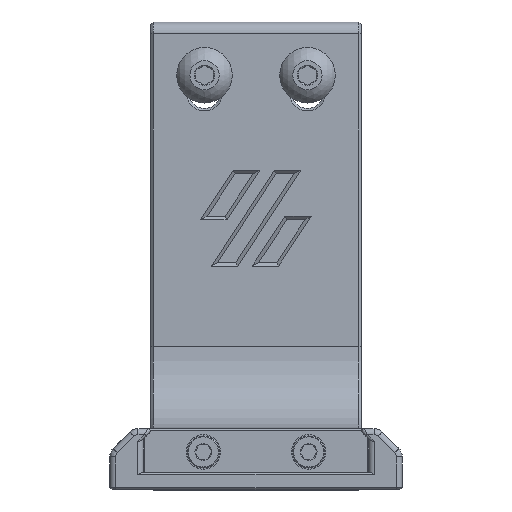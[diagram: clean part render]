
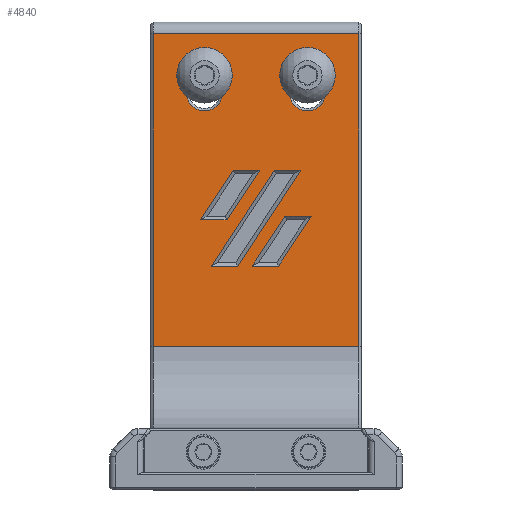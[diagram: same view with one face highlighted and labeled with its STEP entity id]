
A CAD part, front view. The second image highlights one B-rep face of the part: STEP entity #4840.
In plain terms, the highlighted planar face has unit normal (0, -1, 0).
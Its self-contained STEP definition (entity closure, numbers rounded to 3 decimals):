
#572=FACE_BOUND('',#1174,.T.);
#573=FACE_BOUND('',#1175,.T.);
#574=FACE_BOUND('',#1176,.T.);
#575=FACE_BOUND('',#1177,.T.);
#576=FACE_BOUND('',#1178,.T.);
#652=CIRCLE('',#5284,3.1);
#653=CIRCLE('',#5285,3.1);
#654=CIRCLE('',#5286,3.1);
#655=CIRCLE('',#5287,3.1);
#856=FACE_OUTER_BOUND('',#1173,.T.);
#1173=EDGE_LOOP('',(#3559,#3560,#3561,#3562));
#1174=EDGE_LOOP('',(#3563,#3564,#3565,#3566));
#1175=EDGE_LOOP('',(#3567,#3568,#3569,#3570));
#1176=EDGE_LOOP('',(#3571,#3572,#3573,#3574));
#1177=EDGE_LOOP('',(#3575,#3576,#3577,#3578));
#1178=EDGE_LOOP('',(#3579,#3580,#3581,#3582));
#1516=LINE('',#7382,#1775);
#1519=LINE('',#7388,#1778);
#1522=LINE('',#7392,#1781);
#1523=LINE('',#7394,#1782);
#1524=LINE('',#7398,#1783);
#1525=LINE('',#7400,#1784);
#1526=LINE('',#7402,#1785);
#1527=LINE('',#7403,#1786);
#1528=LINE('',#7406,#1787);
#1529=LINE('',#7408,#1788);
#1530=LINE('',#7410,#1789);
#1531=LINE('',#7411,#1790);
#1532=LINE('',#7416,#1791);
#1533=LINE('',#7419,#1792);
#1534=LINE('',#7424,#1793);
#1535=LINE('',#7427,#1794);
#1536=LINE('',#7430,#1795);
#1537=LINE('',#7432,#1796);
#1538=LINE('',#7434,#1797);
#1539=LINE('',#7435,#1798);
#1775=VECTOR('',#5977,10.);
#1778=VECTOR('',#5982,10.);
#1781=VECTOR('',#5987,10.);
#1782=VECTOR('',#5990,10.);
#1783=VECTOR('',#5993,10.);
#1784=VECTOR('',#5994,10.);
#1785=VECTOR('',#5995,10.);
#1786=VECTOR('',#5996,10.);
#1787=VECTOR('',#5997,10.);
#1788=VECTOR('',#5998,10.);
#1789=VECTOR('',#5999,10.);
#1790=VECTOR('',#6000,10.);
#1791=VECTOR('',#6003,10.);
#1792=VECTOR('',#6006,10.);
#1793=VECTOR('',#6009,10.);
#1794=VECTOR('',#6012,10.);
#1795=VECTOR('',#6013,10.);
#1796=VECTOR('',#6014,10.);
#1797=VECTOR('',#6015,10.);
#1798=VECTOR('',#6016,10.);
#2076=VERTEX_POINT('',#7380);
#2077=VERTEX_POINT('',#7381);
#2078=VERTEX_POINT('',#7386);
#2079=VERTEX_POINT('',#7387);
#2080=VERTEX_POINT('',#7396);
#2081=VERTEX_POINT('',#7397);
#2082=VERTEX_POINT('',#7399);
#2083=VERTEX_POINT('',#7401);
#2084=VERTEX_POINT('',#7404);
#2085=VERTEX_POINT('',#7405);
#2086=VERTEX_POINT('',#7407);
#2087=VERTEX_POINT('',#7409);
#2088=VERTEX_POINT('',#7412);
#2089=VERTEX_POINT('',#7413);
#2090=VERTEX_POINT('',#7415);
#2091=VERTEX_POINT('',#7417);
#2092=VERTEX_POINT('',#7420);
#2093=VERTEX_POINT('',#7421);
#2094=VERTEX_POINT('',#7423);
#2095=VERTEX_POINT('',#7425);
#2096=VERTEX_POINT('',#7428);
#2097=VERTEX_POINT('',#7429);
#2098=VERTEX_POINT('',#7431);
#2099=VERTEX_POINT('',#7433);
#2613=EDGE_CURVE('',#2076,#2077,#1516,.T.);
#2616=EDGE_CURVE('',#2078,#2079,#1519,.T.);
#2619=EDGE_CURVE('',#2079,#2076,#1522,.T.);
#2620=EDGE_CURVE('',#2077,#2078,#1523,.T.);
#2621=EDGE_CURVE('',#2080,#2081,#1524,.T.);
#2622=EDGE_CURVE('',#2082,#2080,#1525,.T.);
#2623=EDGE_CURVE('',#2083,#2082,#1526,.T.);
#2624=EDGE_CURVE('',#2083,#2081,#1527,.T.);
#2625=EDGE_CURVE('',#2084,#2085,#1528,.T.);
#2626=EDGE_CURVE('',#2086,#2084,#1529,.T.);
#2627=EDGE_CURVE('',#2087,#2086,#1530,.T.);
#2628=EDGE_CURVE('',#2085,#2087,#1531,.T.);
#2629=EDGE_CURVE('',#2088,#2089,#652,.T.);
#2630=EDGE_CURVE('',#2090,#2088,#1532,.T.);
#2631=EDGE_CURVE('',#2091,#2090,#653,.T.);
#2632=EDGE_CURVE('',#2089,#2091,#1533,.T.);
#2633=EDGE_CURVE('',#2092,#2093,#654,.T.);
#2634=EDGE_CURVE('',#2094,#2092,#1534,.T.);
#2635=EDGE_CURVE('',#2095,#2094,#655,.T.);
#2636=EDGE_CURVE('',#2093,#2095,#1535,.T.);
#2637=EDGE_CURVE('',#2096,#2097,#1536,.T.);
#2638=EDGE_CURVE('',#2098,#2096,#1537,.T.);
#2639=EDGE_CURVE('',#2099,#2098,#1538,.T.);
#2640=EDGE_CURVE('',#2097,#2099,#1539,.T.);
#3559=ORIENTED_EDGE('',*,*,#2621,.F.);
#3560=ORIENTED_EDGE('',*,*,#2622,.F.);
#3561=ORIENTED_EDGE('',*,*,#2623,.F.);
#3562=ORIENTED_EDGE('',*,*,#2624,.T.);
#3563=ORIENTED_EDGE('',*,*,#2625,.F.);
#3564=ORIENTED_EDGE('',*,*,#2626,.F.);
#3565=ORIENTED_EDGE('',*,*,#2627,.F.);
#3566=ORIENTED_EDGE('',*,*,#2628,.F.);
#3567=ORIENTED_EDGE('',*,*,#2629,.F.);
#3568=ORIENTED_EDGE('',*,*,#2630,.F.);
#3569=ORIENTED_EDGE('',*,*,#2631,.F.);
#3570=ORIENTED_EDGE('',*,*,#2632,.F.);
#3571=ORIENTED_EDGE('',*,*,#2633,.F.);
#3572=ORIENTED_EDGE('',*,*,#2634,.F.);
#3573=ORIENTED_EDGE('',*,*,#2635,.F.);
#3574=ORIENTED_EDGE('',*,*,#2636,.F.);
#3575=ORIENTED_EDGE('',*,*,#2637,.F.);
#3576=ORIENTED_EDGE('',*,*,#2638,.F.);
#3577=ORIENTED_EDGE('',*,*,#2639,.F.);
#3578=ORIENTED_EDGE('',*,*,#2640,.F.);
#3579=ORIENTED_EDGE('',*,*,#2616,.F.);
#3580=ORIENTED_EDGE('',*,*,#2620,.F.);
#3581=ORIENTED_EDGE('',*,*,#2613,.F.);
#3582=ORIENTED_EDGE('',*,*,#2619,.F.);
#4686=PLANE('',#5283);
#4840=ADVANCED_FACE('',(#856,#572,#573,#574,#575,#576),#4686,.T.);
#5283=AXIS2_PLACEMENT_3D('',#7395,#5991,#5992);
#5284=AXIS2_PLACEMENT_3D('',#7414,#6001,#6002);
#5285=AXIS2_PLACEMENT_3D('',#7418,#6004,#6005);
#5286=AXIS2_PLACEMENT_3D('',#7422,#6007,#6008);
#5287=AXIS2_PLACEMENT_3D('',#7426,#6010,#6011);
#5977=DIRECTION('',(0.549,0.,0.836));
#5982=DIRECTION('',(-0.549,0.,-0.836));
#5987=DIRECTION('',(1.,0.,0.));
#5990=DIRECTION('',(-1.,0.,0.));
#5991=DIRECTION('center_axis',(0.,-1.,0.));
#5992=DIRECTION('ref_axis',(0.,0.,-1.));
#5993=DIRECTION('',(0.,0.,-1.));
#5994=DIRECTION('',(1.,0.,0.));
#5995=DIRECTION('',(0.,0.,1.));
#5996=DIRECTION('',(1.,0.,0.));
#5997=DIRECTION('',(-1.,0.,0.));
#5998=DIRECTION('',(0.549,0.,0.836));
#5999=DIRECTION('',(1.,0.,0.));
#6000=DIRECTION('',(-0.549,0.,-0.836));
#6001=DIRECTION('center_axis',(0.,-1.,0.));
#6002=DIRECTION('ref_axis',(-1.,0.,0.));
#6003=DIRECTION('',(0.,0.,-1.));
#6004=DIRECTION('center_axis',(0.,-1.,0.));
#6005=DIRECTION('ref_axis',(1.,0.,0.));
#6006=DIRECTION('',(0.,0.,1.));
#6007=DIRECTION('center_axis',(0.,-1.,0.));
#6008=DIRECTION('ref_axis',(-1.,0.,0.));
#6009=DIRECTION('',(0.,0.,-1.));
#6010=DIRECTION('center_axis',(0.,-1.,0.));
#6011=DIRECTION('ref_axis',(1.,0.,0.));
#6012=DIRECTION('',(0.,0.,1.));
#6013=DIRECTION('',(0.549,0.,0.836));
#6014=DIRECTION('',(1.,0.,0.));
#6015=DIRECTION('',(-0.549,0.,-0.836));
#6016=DIRECTION('',(-1.,0.,0.));
#7380=CARTESIAN_POINT('',(3.86,-5.,38.279));
#7381=CARTESIAN_POINT('',(9.453,-5.,46.788));
#7382=CARTESIAN_POINT('',(15.496,-5.,55.982));
#7386=CARTESIAN_POINT('',(4.934,-5.,46.788));
#7387=CARTESIAN_POINT('',(-0.659,-5.,38.279));
#7388=CARTESIAN_POINT('',(9.168,-5.,53.23));
#7392=CARTESIAN_POINT('',(1.849,-5.,38.279));
#7394=CARTESIAN_POINT('',(2.548,-5.,46.788));
#7395=CARTESIAN_POINT('Origin',(0.,-5.,80.));
#7396=CARTESIAN_POINT('',(17.6,-5.,78.));
#7397=CARTESIAN_POINT('',(17.6,-5.,24.5));
#7398=CARTESIAN_POINT('',(17.6,-5.,60.));
#7399=CARTESIAN_POINT('',(-17.6,-5.,78.));
#7400=CARTESIAN_POINT('',(0.,-5.,78.));
#7401=CARTESIAN_POINT('',(-17.6,-5.,24.5));
#7402=CARTESIAN_POINT('',(-17.6,-5.,60.));
#7403=CARTESIAN_POINT('',(0.,-5.,24.5));
#7404=CARTESIAN_POINT('',(7.647,-5.,54.699));
#7405=CARTESIAN_POINT('',(3.128,-5.,54.699));
#7406=CARTESIAN_POINT('',(1.645,-5.,54.699));
#7407=CARTESIAN_POINT('',(-3.146,-5.,38.279));
#7408=CARTESIAN_POINT('',(12.147,-5.,61.545));
#7409=CARTESIAN_POINT('',(-7.664,-5.,38.279));
#7410=CARTESIAN_POINT('',(-1.654,-5.,38.279));
#7411=CARTESIAN_POINT('',(3.219,-5.,54.837));
#7412=CARTESIAN_POINT('',(-11.9,-5.,67.9));
#7413=CARTESIAN_POINT('',(-5.7,-5.,67.9));
#7414=CARTESIAN_POINT('Origin',(-8.8,-5.,67.9));
#7415=CARTESIAN_POINT('',(-11.9,-5.,70.9));
#7416=CARTESIAN_POINT('',(-11.9,-5.,73.95));
#7417=CARTESIAN_POINT('',(-5.7,-5.,70.9));
#7418=CARTESIAN_POINT('Origin',(-8.8,-5.,70.9));
#7419=CARTESIAN_POINT('',(-5.7,-5.,75.45));
#7420=CARTESIAN_POINT('',(5.7,-5.,67.9));
#7421=CARTESIAN_POINT('',(11.9,-5.,67.9));
#7422=CARTESIAN_POINT('Origin',(8.8,-5.,67.9));
#7423=CARTESIAN_POINT('',(5.7,-5.,70.9));
#7424=CARTESIAN_POINT('',(5.7,-5.,73.95));
#7425=CARTESIAN_POINT('',(11.9,-5.,70.9));
#7426=CARTESIAN_POINT('Origin',(8.8,-5.,70.9));
#7427=CARTESIAN_POINT('',(11.9,-5.,75.45));
#7428=CARTESIAN_POINT('',(-4.951,-5.,46.179));
#7429=CARTESIAN_POINT('',(0.643,-5.,54.687));
#7430=CARTESIAN_POINT('',(6.203,-5.,63.144));
#7431=CARTESIAN_POINT('',(-9.47,-5.,46.179));
#7432=CARTESIAN_POINT('',(-2.556,-5.,46.179));
#7433=CARTESIAN_POINT('',(-3.876,-5.,54.687));
#7434=CARTESIAN_POINT('',(-0.125,-5.,60.392));
#7435=CARTESIAN_POINT('',(-1.857,-5.,54.687));
